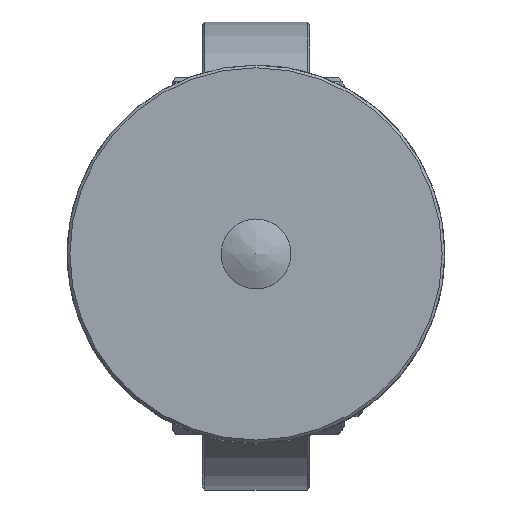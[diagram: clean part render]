
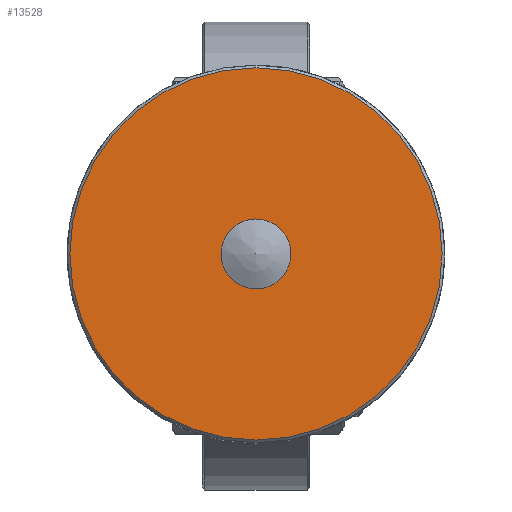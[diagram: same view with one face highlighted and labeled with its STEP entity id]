
A CAD part, top view. The second image highlights one B-rep face of the part: STEP entity #13528.
In plain terms, the highlighted planar face has unit normal (0, 0, 1).
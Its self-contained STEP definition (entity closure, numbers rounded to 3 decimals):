
#765=PLANE('',#15015);
#866=FACE_BOUND('',#2388,.T.);
#1566=FACE_OUTER_BOUND('',#2387,.T.);
#2387=EDGE_LOOP('',(#11489,#11490));
#2388=EDGE_LOOP('',(#11491,#11492));
#3335=CIRCLE('',#14986,6.5);
#3336=CIRCLE('',#14987,6.5);
#3351=CIRCLE('',#15010,34.6);
#3352=CIRCLE('',#15011,34.6);
#5942=VERTEX_POINT('',#26096);
#5943=VERTEX_POINT('',#26098);
#5962=VERTEX_POINT('',#26149);
#5963=VERTEX_POINT('',#26150);
#7809=EDGE_CURVE('',#5943,#5942,#3335,.T.);
#7810=EDGE_CURVE('',#5942,#5943,#3336,.T.);
#7833=EDGE_CURVE('',#5962,#5963,#3351,.T.);
#7834=EDGE_CURVE('',#5963,#5962,#3352,.T.);
#11489=ORIENTED_EDGE('',*,*,#7833,.T.);
#11490=ORIENTED_EDGE('',*,*,#7834,.T.);
#11491=ORIENTED_EDGE('',*,*,#7809,.T.);
#11492=ORIENTED_EDGE('',*,*,#7810,.T.);
#13528=ADVANCED_FACE('',(#1566,#866),#765,.T.);
#14986=AXIS2_PLACEMENT_3D('',#26099,#18516,#18517);
#14987=AXIS2_PLACEMENT_3D('',#26100,#18518,#18519);
#15010=AXIS2_PLACEMENT_3D('',#26151,#18572,#18573);
#15011=AXIS2_PLACEMENT_3D('',#26152,#18574,#18575);
#15015=AXIS2_PLACEMENT_3D('',#26160,#18583,#18584);
#18516=DIRECTION('center_axis',(0.,0.,
-1.));
#18517=DIRECTION('ref_axis',(1.,0.,0.));
#18518=DIRECTION('center_axis',(0.,0.,
-1.));
#18519=DIRECTION('ref_axis',(1.,0.,0.));
#18572=DIRECTION('center_axis',(0.,0.,
1.));
#18573=DIRECTION('ref_axis',(1.,0.,0.));
#18574=DIRECTION('center_axis',(0.,0.,
1.));
#18575=DIRECTION('ref_axis',(1.,0.,0.));
#18583=DIRECTION('center_axis',(0.,0.,
1.));
#18584=DIRECTION('ref_axis',(1.,0.,0.));
#26096=CARTESIAN_POINT('',(-6.5,-0.037,220.5));
#26098=CARTESIAN_POINT('',(0.037,-6.5,220.5));
#26099=CARTESIAN_POINT('Origin',(0.,0.,
220.5));
#26100=CARTESIAN_POINT('Origin',(0.,0.,
220.5));
#26149=CARTESIAN_POINT('',(34.6,0.,220.5));
#26150=CARTESIAN_POINT('',(-34.6,0.,220.5));
#26151=CARTESIAN_POINT('Origin',(0.,0.,
220.5));
#26152=CARTESIAN_POINT('Origin',(0.,0.,
220.5));
#26160=CARTESIAN_POINT('Origin',(0.,-17.55,
220.5));
